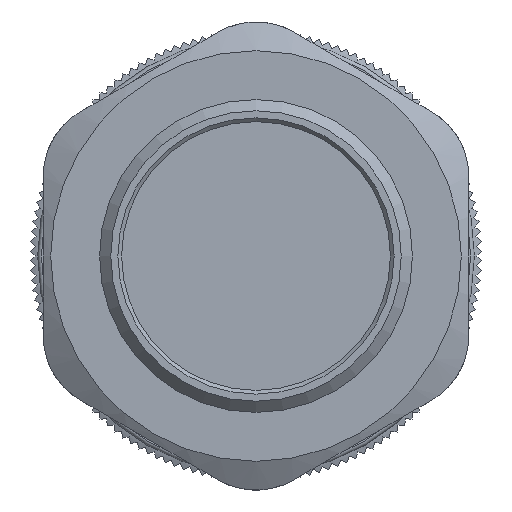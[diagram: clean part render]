
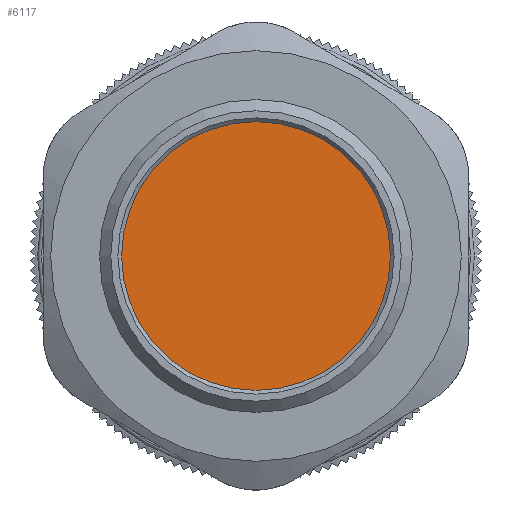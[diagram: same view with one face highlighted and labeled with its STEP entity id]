
A CAD part, front view. The second image highlights one B-rep face of the part: STEP entity #6117.
In plain terms, the highlighted planar face has unit normal (0, -1, 0).
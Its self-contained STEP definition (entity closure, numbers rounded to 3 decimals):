
#1611=FACE_OUTER_BOUND('',#1941,.T.);
#1941=EDGE_LOOP('',(#3903));
#2279=CIRCLE('',#6472,18.);
#2313=VERTEX_POINT('',#7875);
#2948=EDGE_CURVE('',#2313,#2313,#2279,.T.);
#3903=ORIENTED_EDGE('',*,*,#2948,.F.);
#5813=PLANE('',#6471);
#6117=ADVANCED_FACE('',(#1611),#5813,.F.);
#6471=AXIS2_PLACEMENT_3D('',#7874,#6837,#6838);
#6472=AXIS2_PLACEMENT_3D('',#7876,#6839,#6840);
#6837=DIRECTION('center_axis',(0.,1.,0.));
#6838=DIRECTION('ref_axis',(0.,0.,1.));
#6839=DIRECTION('center_axis',(0.,1.,0.));
#6840=DIRECTION('ref_axis',(1.,0.,0.));
#7874=CARTESIAN_POINT('Origin',(-15.743,-39.436,-0.388));
#7875=CARTESIAN_POINT('',(-33.743,-39.436,-0.388));
#7876=CARTESIAN_POINT('Origin',(-15.743,-39.436,-0.388));
